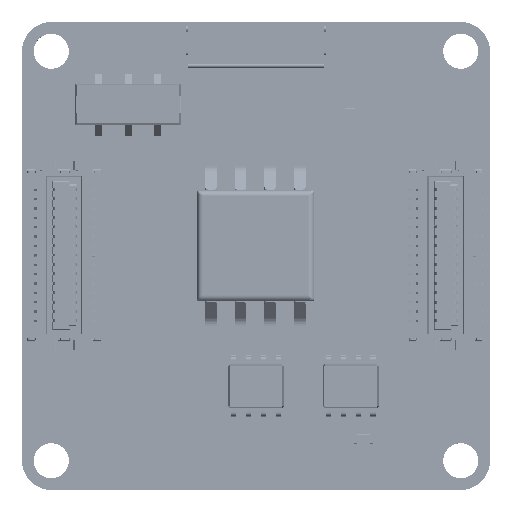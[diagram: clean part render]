
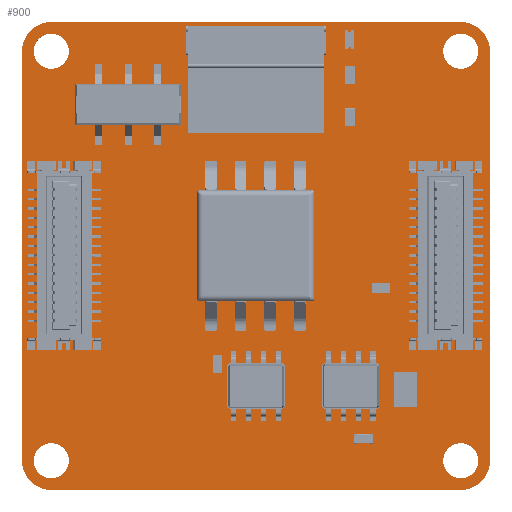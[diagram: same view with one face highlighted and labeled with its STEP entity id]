
A CAD part, top view. The second image highlights one B-rep face of the part: STEP entity #900.
In plain terms, the highlighted planar face has unit normal (0, 0, 1).
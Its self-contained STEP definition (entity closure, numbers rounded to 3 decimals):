
#22 = VERTEX_POINT('',#23);
#23 = CARTESIAN_POINT('',(20.,17.5,0.));
#41 = VERTEX_POINT('',#42);
#42 = CARTESIAN_POINT('',(17.501,19.999,0.));
#48 = EDGE_CURVE('',#22,#41,#49,.T.);
#49 = CIRCLE('',#50,2.499);
#50 = AXIS2_PLACEMENT_3D('',#51,#52,#53);
#51 = CARTESIAN_POINT('',(17.501,17.5,0.));
#52 = DIRECTION('',(0.,0.,1.));
#53 = DIRECTION('',(1.,0.,0.));
#64 = VERTEX_POINT('',#65);
#65 = CARTESIAN_POINT('',(20.,-17.501,0.));
#80 = EDGE_CURVE('',#64,#22,#81,.T.);
#81 = LINE('',#82,#83);
#82 = CARTESIAN_POINT('',(20.,-17.501,0.));
#83 = VECTOR('',#84,1.);
#84 = DIRECTION('',(0.,1.,0.));
#104 = VERTEX_POINT('',#105);
#105 = CARTESIAN_POINT('',(-17.498,20.001,0.));
#111 = EDGE_CURVE('',#41,#104,#112,.T.);
#112 = LINE('',#113,#114);
#113 = CARTESIAN_POINT('',(17.501,19.999,0.));
#114 = VECTOR('',#115,1.);
#115 = DIRECTION('',(-1.,0.,0.));
#126 = VERTEX_POINT('',#127);
#127 = CARTESIAN_POINT('',(17.501,-20.001,0.));
#143 = EDGE_CURVE('',#126,#64,#144,.T.);
#144 = CIRCLE('',#145,2.499);
#145 = AXIS2_PLACEMENT_3D('',#146,#147,#148);
#146 = CARTESIAN_POINT('',(17.501,-17.501,0.));
#147 = DIRECTION('',(-0.,0.,1.));
#148 = DIRECTION('',(0.,-1.,0.));
#169 = VERTEX_POINT('',#170);
#170 = CARTESIAN_POINT('',(-20.,17.5,0.));
#176 = EDGE_CURVE('',#104,#169,#177,.T.);
#177 = CIRCLE('',#178,2.5);
#178 = AXIS2_PLACEMENT_3D('',#179,#180,#181);
#179 = CARTESIAN_POINT('',(-17.5,17.501,0.));
#180 = DIRECTION('',(0.,-0.,1.));
#181 = DIRECTION('',(0.001,1.,0.));
#192 = VERTEX_POINT('',#193);
#193 = CARTESIAN_POINT('',(-17.498,-20.001,0.));
#208 = EDGE_CURVE('',#192,#126,#209,.T.);
#209 = LINE('',#210,#211);
#210 = CARTESIAN_POINT('',(-17.498,-20.001,0.));
#211 = VECTOR('',#212,1.);
#212 = DIRECTION('',(1.,0.,0.));
#232 = VERTEX_POINT('',#233);
#233 = CARTESIAN_POINT('',(-19.999,-17.501,0.));
#239 = EDGE_CURVE('',#169,#232,#240,.T.);
#240 = LINE('',#241,#242);
#241 = CARTESIAN_POINT('',(-20.,17.5,0.));
#242 = VECTOR('',#243,1.);
#243 = DIRECTION('',(0.,-1.,0.));
#262 = EDGE_CURVE('',#232,#192,#263,.T.);
#263 = CIRCLE('',#264,2.502);
#264 = AXIS2_PLACEMENT_3D('',#265,#266,#267);
#265 = CARTESIAN_POINT('',(-17.497,-17.499,0.));
#266 = DIRECTION('',(0.,0.,1.));
#267 = DIRECTION('',(-1.,-0.001,0.));
#278 = VERTEX_POINT('',#279);
#279 = CARTESIAN_POINT('',(-17.498,19.,0.));
#295 = EDGE_CURVE('',#278,#278,#296,.T.);
#296 = CIRCLE('',#297,1.5);
#297 = AXIS2_PLACEMENT_3D('',#298,#299,#300);
#298 = CARTESIAN_POINT('',(-17.498,17.5,0.));
#299 = DIRECTION('',(0.,-0.,1.));
#300 = DIRECTION('',(0.,1.,0.));
#311 = VERTEX_POINT('',#312);
#312 = CARTESIAN_POINT('',(-15.099,13.823,0.));
#328 = EDGE_CURVE('',#311,#311,#329,.T.);
#329 = CIRCLE('',#330,0.6);
#330 = AXIS2_PLACEMENT_3D('',#331,#332,#333);
#331 = CARTESIAN_POINT('',(-14.499,13.823,0.));
#332 = DIRECTION('',(0.,0.,1.));
#333 = DIRECTION('',(-1.,0.,0.));
#344 = VERTEX_POINT('',#345);
#345 = CARTESIAN_POINT('',(-14.6,7.999,0.));
#363 = VERTEX_POINT('',#364);
#364 = CARTESIAN_POINT('',(-14.6,7.199,0.));
#370 = EDGE_CURVE('',#344,#363,#371,.T.);
#371 = CIRCLE('',#372,0.4);
#372 = AXIS2_PLACEMENT_3D('',#373,#374,#375);
#373 = CARTESIAN_POINT('',(-14.6,7.599,0.));
#374 = DIRECTION('',(0.,-0.,1.));
#375 = DIRECTION('',(0.,1.,0.));
#394 = EDGE_CURVE('',#363,#344,#395,.T.);
#395 = CIRCLE('',#396,0.4);
#396 = AXIS2_PLACEMENT_3D('',#397,#398,#399);
#397 = CARTESIAN_POINT('',(-14.6,7.599,0.));
#398 = DIRECTION('',(0.,-0.,1.));
#399 = DIRECTION('',(0.,1.,0.));
#410 = VERTEX_POINT('',#411);
#411 = CARTESIAN_POINT('',(-15.099,12.023,0.));
#427 = EDGE_CURVE('',#410,#410,#428,.T.);
#428 = CIRCLE('',#429,0.6);
#429 = AXIS2_PLACEMENT_3D('',#430,#431,#432);
#430 = CARTESIAN_POINT('',(-14.499,12.023,0.));
#431 = DIRECTION('',(0.,0.,1.));
#432 = DIRECTION('',(-1.,0.,0.));
#443 = VERTEX_POINT('',#444);
#444 = CARTESIAN_POINT('',(-14.6,-7.2,0.));
#462 = VERTEX_POINT('',#463);
#463 = CARTESIAN_POINT('',(-14.6,-8.,0.));
#469 = EDGE_CURVE('',#443,#462,#470,.T.);
#470 = CIRCLE('',#471,0.4);
#471 = AXIS2_PLACEMENT_3D('',#472,#473,#474);
#472 = CARTESIAN_POINT('',(-14.6,-7.6,0.));
#473 = DIRECTION('',(0.,-0.,1.));
#474 = DIRECTION('',(0.,1.,0.));
#493 = EDGE_CURVE('',#462,#443,#494,.T.);
#494 = CIRCLE('',#495,0.4);
#495 = AXIS2_PLACEMENT_3D('',#496,#497,#498);
#496 = CARTESIAN_POINT('',(-14.6,-7.6,0.));
#497 = DIRECTION('',(0.,-0.,1.));
#498 = DIRECTION('',(0.,1.,0.));
#509 = VERTEX_POINT('',#510);
#510 = CARTESIAN_POINT('',(-7.999,12.023,0.));
#526 = EDGE_CURVE('',#509,#509,#527,.T.);
#527 = CIRCLE('',#528,0.6);
#528 = AXIS2_PLACEMENT_3D('',#529,#530,#531);
#529 = CARTESIAN_POINT('',(-7.399,12.023,0.));
#530 = DIRECTION('',(0.,0.,1.));
#531 = DIRECTION('',(-1.,0.,0.));
#542 = VERTEX_POINT('',#543);
#543 = CARTESIAN_POINT('',(-7.999,13.823,0.));
#559 = EDGE_CURVE('',#542,#542,#560,.T.);
#560 = CIRCLE('',#561,0.6);
#561 = AXIS2_PLACEMENT_3D('',#562,#563,#564);
#562 = CARTESIAN_POINT('',(-7.399,13.823,0.));
#563 = DIRECTION('',(0.,0.,1.));
#564 = DIRECTION('',(-1.,0.,0.));
#575 = VERTEX_POINT('',#576);
#576 = CARTESIAN_POINT('',(2.8,11.998,0.));
#592 = EDGE_CURVE('',#575,#575,#593,.T.);
#593 = CIRCLE('',#594,0.7);
#594 = AXIS2_PLACEMENT_3D('',#595,#596,#597);
#595 = CARTESIAN_POINT('',(3.5,11.998,0.));
#596 = DIRECTION('',(0.,0.,1.));
#597 = DIRECTION('',(-1.,0.,0.));
#608 = VERTEX_POINT('',#609);
#609 = CARTESIAN_POINT('',(-0.697,11.998,0.));
#625 = EDGE_CURVE('',#608,#608,#626,.T.);
#626 = CIRCLE('',#627,0.7);
#627 = AXIS2_PLACEMENT_3D('',#628,#629,#630);
#628 = CARTESIAN_POINT('',(0.003,11.998,0.));
#629 = DIRECTION('',(0.,0.,1.));
#630 = DIRECTION('',(-1.,0.,0.));
#641 = VERTEX_POINT('',#642);
#642 = CARTESIAN_POINT('',(-4.197,11.998,0.));
#658 = EDGE_CURVE('',#641,#641,#659,.T.);
#659 = CIRCLE('',#660,0.7);
#660 = AXIS2_PLACEMENT_3D('',#661,#662,#663);
#661 = CARTESIAN_POINT('',(-3.498,11.998,0.));
#662 = DIRECTION('',(0.,0.,1.));
#663 = DIRECTION('',(-1.,0.,0.));
#674 = VERTEX_POINT('',#675);
#675 = CARTESIAN_POINT('',(19.,17.5,0.));
#691 = EDGE_CURVE('',#674,#674,#692,.T.);
#692 = CIRCLE('',#693,1.5);
#693 = AXIS2_PLACEMENT_3D('',#694,#695,#696);
#694 = CARTESIAN_POINT('',(17.501,17.5,0.));
#695 = DIRECTION('',(0.,0.,1.));
#696 = DIRECTION('',(1.,0.,0.));
#707 = VERTEX_POINT('',#708);
#708 = CARTESIAN_POINT('',(18.001,7.999,0.));
#726 = VERTEX_POINT('',#727);
#727 = CARTESIAN_POINT('',(18.001,7.199,0.));
#733 = EDGE_CURVE('',#707,#726,#734,.T.);
#734 = CIRCLE('',#735,0.4);
#735 = AXIS2_PLACEMENT_3D('',#736,#737,#738);
#736 = CARTESIAN_POINT('',(18.001,7.599,0.));
#737 = DIRECTION('',(0.,-0.,1.));
#738 = DIRECTION('',(0.,1.,0.));
#757 = EDGE_CURVE('',#726,#707,#758,.T.);
#758 = CIRCLE('',#759,0.4);
#759 = AXIS2_PLACEMENT_3D('',#760,#761,#762);
#760 = CARTESIAN_POINT('',(18.001,7.599,0.));
#761 = DIRECTION('',(0.,-0.,1.));
#762 = DIRECTION('',(0.,1.,0.));
#773 = VERTEX_POINT('',#774);
#774 = CARTESIAN_POINT('',(17.501,-16.001,0.));
#790 = EDGE_CURVE('',#773,#773,#791,.T.);
#791 = CIRCLE('',#792,1.5);
#792 = AXIS2_PLACEMENT_3D('',#793,#794,#795);
#793 = CARTESIAN_POINT('',(17.501,-17.501,0.));
#794 = DIRECTION('',(0.,-0.,1.));
#795 = DIRECTION('',(0.,1.,0.));
#806 = VERTEX_POINT('',#807);
#807 = CARTESIAN_POINT('',(18.001,-7.2,0.));
#825 = VERTEX_POINT('',#826);
#826 = CARTESIAN_POINT('',(18.001,-8.,0.));
#832 = EDGE_CURVE('',#806,#825,#833,.T.);
#833 = CIRCLE('',#834,0.4);
#834 = AXIS2_PLACEMENT_3D('',#835,#836,#837);
#835 = CARTESIAN_POINT('',(18.001,-7.6,0.));
#836 = DIRECTION('',(0.,-0.,1.));
#837 = DIRECTION('',(0.,1.,0.));
#856 = EDGE_CURVE('',#825,#806,#857,.T.);
#857 = CIRCLE('',#858,0.4);
#858 = AXIS2_PLACEMENT_3D('',#859,#860,#861);
#859 = CARTESIAN_POINT('',(18.001,-7.6,0.));
#860 = DIRECTION('',(0.,-0.,1.));
#861 = DIRECTION('',(0.,1.,0.));
#872 = VERTEX_POINT('',#873);
#873 = CARTESIAN_POINT('',(-15.998,-17.501,0.));
#889 = EDGE_CURVE('',#872,#872,#890,.T.);
#890 = CIRCLE('',#891,1.5);
#891 = AXIS2_PLACEMENT_3D('',#892,#893,#894);
#892 = CARTESIAN_POINT('',(-17.498,-17.501,0.));
#893 = DIRECTION('',(0.,0.,1.));
#894 = DIRECTION('',(1.,0.,0.));
#900 = ADVANCED_FACE('',(#901,#911,#914,#917,#921,#924,#928,#931,#934,
    #937,#940,#943,#946,#950,#953,#957),#960,.F.);
#901 = FACE_BOUND('',#902,.F.);
#902 = EDGE_LOOP('',(#903,#904,#905,#906,#907,#908,#909,#910));
#903 = ORIENTED_EDGE('',*,*,#48,.F.);
#904 = ORIENTED_EDGE('',*,*,#80,.F.);
#905 = ORIENTED_EDGE('',*,*,#143,.F.);
#906 = ORIENTED_EDGE('',*,*,#208,.F.);
#907 = ORIENTED_EDGE('',*,*,#262,.F.);
#908 = ORIENTED_EDGE('',*,*,#239,.F.);
#909 = ORIENTED_EDGE('',*,*,#176,.F.);
#910 = ORIENTED_EDGE('',*,*,#111,.F.);
#911 = FACE_BOUND('',#912,.F.);
#912 = EDGE_LOOP('',(#913));
#913 = ORIENTED_EDGE('',*,*,#295,.T.);
#914 = FACE_BOUND('',#915,.F.);
#915 = EDGE_LOOP('',(#916));
#916 = ORIENTED_EDGE('',*,*,#328,.T.);
#917 = FACE_BOUND('',#918,.F.);
#918 = EDGE_LOOP('',(#919,#920));
#919 = ORIENTED_EDGE('',*,*,#370,.T.);
#920 = ORIENTED_EDGE('',*,*,#394,.T.);
#921 = FACE_BOUND('',#922,.F.);
#922 = EDGE_LOOP('',(#923));
#923 = ORIENTED_EDGE('',*,*,#427,.T.);
#924 = FACE_BOUND('',#925,.F.);
#925 = EDGE_LOOP('',(#926,#927));
#926 = ORIENTED_EDGE('',*,*,#469,.T.);
#927 = ORIENTED_EDGE('',*,*,#493,.T.);
#928 = FACE_BOUND('',#929,.F.);
#929 = EDGE_LOOP('',(#930));
#930 = ORIENTED_EDGE('',*,*,#526,.T.);
#931 = FACE_BOUND('',#932,.F.);
#932 = EDGE_LOOP('',(#933));
#933 = ORIENTED_EDGE('',*,*,#559,.T.);
#934 = FACE_BOUND('',#935,.F.);
#935 = EDGE_LOOP('',(#936));
#936 = ORIENTED_EDGE('',*,*,#592,.T.);
#937 = FACE_BOUND('',#938,.F.);
#938 = EDGE_LOOP('',(#939));
#939 = ORIENTED_EDGE('',*,*,#625,.T.);
#940 = FACE_BOUND('',#941,.F.);
#941 = EDGE_LOOP('',(#942));
#942 = ORIENTED_EDGE('',*,*,#658,.T.);
#943 = FACE_BOUND('',#944,.F.);
#944 = EDGE_LOOP('',(#945));
#945 = ORIENTED_EDGE('',*,*,#691,.T.);
#946 = FACE_BOUND('',#947,.F.);
#947 = EDGE_LOOP('',(#948,#949));
#948 = ORIENTED_EDGE('',*,*,#733,.T.);
#949 = ORIENTED_EDGE('',*,*,#757,.T.);
#950 = FACE_BOUND('',#951,.F.);
#951 = EDGE_LOOP('',(#952));
#952 = ORIENTED_EDGE('',*,*,#790,.T.);
#953 = FACE_BOUND('',#954,.F.);
#954 = EDGE_LOOP('',(#955,#956));
#955 = ORIENTED_EDGE('',*,*,#832,.T.);
#956 = ORIENTED_EDGE('',*,*,#856,.T.);
#957 = FACE_BOUND('',#958,.F.);
#958 = EDGE_LOOP('',(#959));
#959 = ORIENTED_EDGE('',*,*,#889,.T.);
#960 = PLANE('',#961);
#961 = AXIS2_PLACEMENT_3D('',#962,#963,#964);
#962 = CARTESIAN_POINT('',(20.,17.5,0.));
#963 = DIRECTION('',(0.,0.,-1.));
#964 = DIRECTION('',(-1.,0.,0.));
